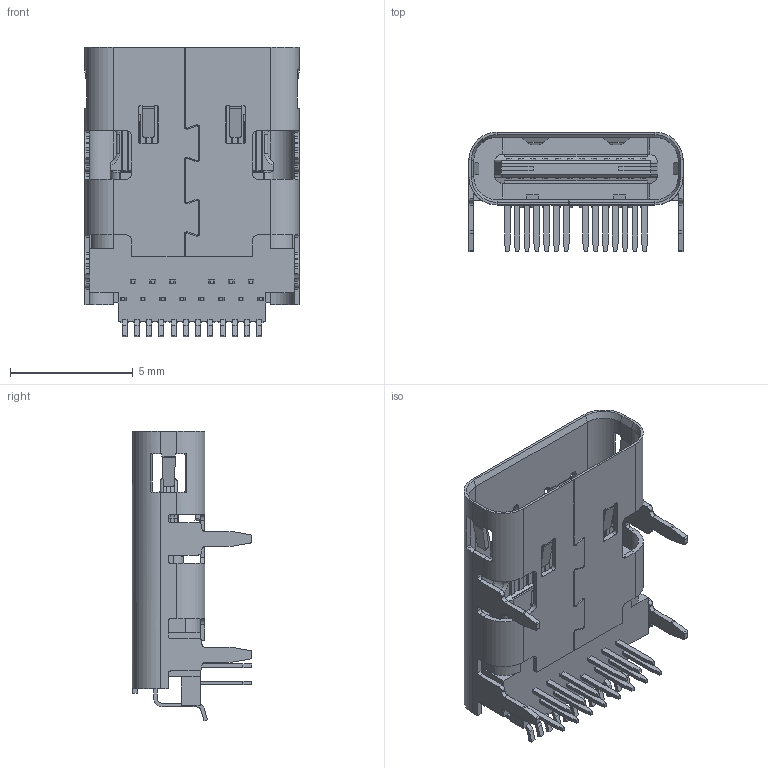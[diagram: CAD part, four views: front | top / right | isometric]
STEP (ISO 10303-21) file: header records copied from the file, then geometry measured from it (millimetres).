
FILE_DESCRIPTION (( 'STEP AP214' ), '1' );
FILE_NAME ('SS-52400-003.STEP', '2020-07-28T04:46:32', ( '' ), ( '' ), 'SwSTEP 2.0', 'SolidWorks 2017', '' );
FILE_SCHEMA (( 'AUTOMOTIVE_DESIGN' ));
Length unit declared in the file: millimetre
Products named in the file (1): SS-52400-003
Bounding box: 8.74 x 4.86 x 11.83 mm (x, y, z)
Volume: 144.5 mm3; surface area: 779.2 mm2
Topology: 56 solids, 56 shells, 1235 faces, 3155 edges, 2030 vertices
Faces by surface type: plane 979, cylinder 226, bspline 18, torus 8, cone 4
Entity records: 37624 total; most frequent: CARTESIAN_POINT 7065, ORIENTED_EDGE 6310, DIRECTION 5949, EDGE_CURVE 3155, VECTOR 2613, LINE 2613, VERTEX_POINT 2030, AXIS2_PLACEMENT_3D 1668
